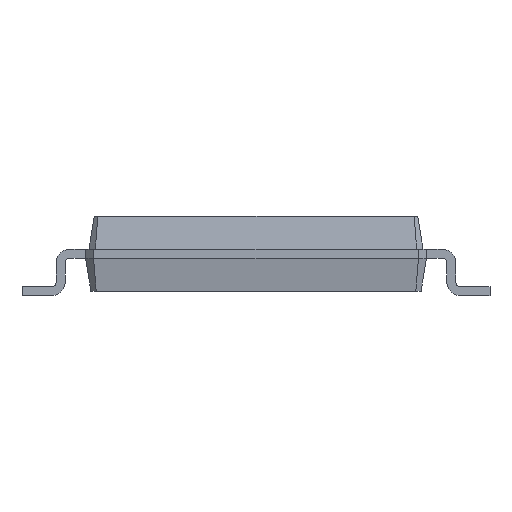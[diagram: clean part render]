
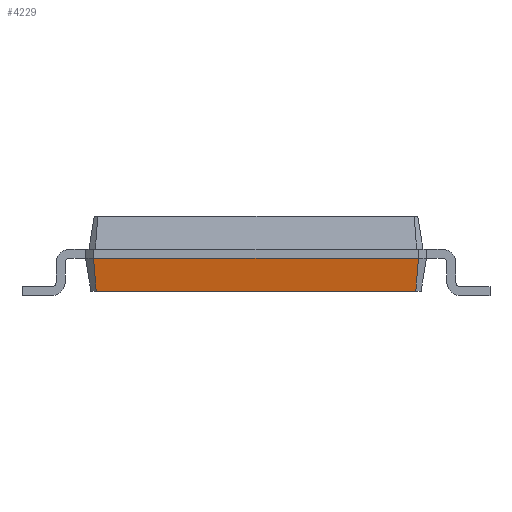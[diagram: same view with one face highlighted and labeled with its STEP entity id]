
A CAD part, front view. The second image highlights one B-rep face of the part: STEP entity #4229.
In plain terms, the highlighted free-form (B-spline) face has degree [1, 1] with [2, 2] control points.
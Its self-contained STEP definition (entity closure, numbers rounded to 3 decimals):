
#799 = PLANE('',#800);
#800 = AXIS2_PLACEMENT_3D('',#801,#802,#803);
#801 = CARTESIAN_POINT('',(-3.518,5.035,0.1));
#802 = DIRECTION('',(0.,0.,1.));
#803 = DIRECTION('',(0.573,-0.82,0.));
#826 = B_SPLINE_SURFACE_WITH_KNOTS('',1,1,(
    (#827,#828)
    ,(#829,#830
    )),.UNSPECIFIED.,.F.,.F.,.F.,(2,2),(2,2),(0.,0.247),(
    0.,1.),.PIECEWISE_BEZIER_KNOTS.);
#827 = CARTESIAN_POINT('',(3.635,-4.918,0.1));
#828 = CARTESIAN_POINT('',(3.75,-4.975,0.825));
#829 = CARTESIAN_POINT('',(3.518,-5.035,0.1));
#830 = CARTESIAN_POINT('',(3.575,-5.15,0.825));
#1737 = VERTEX_POINT('',#1738);
#1738 = CARTESIAN_POINT('',(3.518,-5.035,0.1));
#1758 = EDGE_CURVE('',#1737,#1759,#1761,.T.);
#1759 = VERTEX_POINT('',#1760);
#1760 = CARTESIAN_POINT('',(-3.518,-5.035,0.1));
#1761 = SURFACE_CURVE('',#1762,(#1766,#1773),.PCURVE_S1.);
#1762 = LINE('',#1763,#1764);
#1763 = CARTESIAN_POINT('',(3.518,-5.035,0.1));
#1764 = VECTOR('',#1765,1.);
#1765 = DIRECTION('',(-1.,0.,0.));
#1766 = PCURVE('',#799,#1767);
#1767 = DEFINITIONAL_REPRESENTATION('',(#1768),#1772);
#1768 = LINE('',#1769,#1770);
#1769 = CARTESIAN_POINT('',(12.284,0.));
#1770 = VECTOR('',#1771,1.);
#1771 = DIRECTION('',(-0.573,-0.82));
#1772 = ( GEOMETRIC_REPRESENTATION_CONTEXT(2) 
PARAMETRIC_REPRESENTATION_CONTEXT() REPRESENTATION_CONTEXT('2D SPACE',''
  ) );
#1773 = PCURVE('',#1774,#1779);
#1774 = B_SPLINE_SURFACE_WITH_KNOTS('',1,1,(
    (#1775,#1776)
    ,(#1777,#1778
  )),.UNSPECIFIED.,.F.,.F.,.F.,(2,2),(2,2),(0.,7.15),(0.,1.),
  .PIECEWISE_BEZIER_KNOTS.);
#1775 = CARTESIAN_POINT('',(3.518,-5.035,0.1));
#1776 = CARTESIAN_POINT('',(3.575,-5.15,0.825));
#1777 = CARTESIAN_POINT('',(-3.518,-5.035,0.1));
#1778 = CARTESIAN_POINT('',(-3.575,-5.15,0.825));
#1779 = DEFINITIONAL_REPRESENTATION('',(#1780),#1783);
#1780 = B_SPLINE_CURVE_WITH_KNOTS('',1,(#1781,#1782),.UNSPECIFIED.,.F.,
  .F.,(2,2),(0.,7.035),.PIECEWISE_BEZIER_KNOTS.);
#1781 = CARTESIAN_POINT('',(0.,0.));
#1782 = CARTESIAN_POINT('',(7.15,0.));
#1783 = ( GEOMETRIC_REPRESENTATION_CONTEXT(2) 
PARAMETRIC_REPRESENTATION_CONTEXT() REPRESENTATION_CONTEXT('2D SPACE',''
  ) );
#1801 = B_SPLINE_SURFACE_WITH_KNOTS('',1,1,(
    (#1802,#1803)
    ,(#1804,#1805
    )),.UNSPECIFIED.,.F.,.F.,.F.,(2,2),(2,2),(0.,0.247),(
    0.,1.),.PIECEWISE_BEZIER_KNOTS.);
#1802 = CARTESIAN_POINT('',(-3.518,-5.035,0.1));
#1803 = CARTESIAN_POINT('',(-3.575,-5.15,0.825));
#1804 = CARTESIAN_POINT('',(-3.635,-4.918,0.1));
#1805 = CARTESIAN_POINT('',(-3.75,-4.975,0.825));
#1921 = EDGE_CURVE('',#1737,#1922,#1924,.T.);
#1922 = VERTEX_POINT('',#1923);
#1923 = CARTESIAN_POINT('',(3.575,-5.15,0.825));
#1924 = SURFACE_CURVE('',#1925,(#1928,#1935),.PCURVE_S1.);
#1925 = B_SPLINE_CURVE_WITH_KNOTS('',1,(#1926,#1927),.UNSPECIFIED.,.F.,
  .F.,(2,2),(0.,1.),.PIECEWISE_BEZIER_KNOTS.);
#1926 = CARTESIAN_POINT('',(3.518,-5.035,0.1));
#1927 = CARTESIAN_POINT('',(3.575,-5.15,0.825));
#1928 = PCURVE('',#826,#1929);
#1929 = DEFINITIONAL_REPRESENTATION('',(#1930),#1934);
#1930 = LINE('',#1931,#1932);
#1931 = CARTESIAN_POINT('',(0.247,0.));
#1932 = VECTOR('',#1933,1.);
#1933 = DIRECTION('',(0.,1.));
#1934 = ( GEOMETRIC_REPRESENTATION_CONTEXT(2) 
PARAMETRIC_REPRESENTATION_CONTEXT() REPRESENTATION_CONTEXT('2D SPACE',''
  ) );
#1935 = PCURVE('',#1774,#1936);
#1936 = DEFINITIONAL_REPRESENTATION('',(#1937),#1941);
#1937 = LINE('',#1938,#1939);
#1938 = CARTESIAN_POINT('',(0.,0.));
#1939 = VECTOR('',#1940,1.);
#1940 = DIRECTION('',(0.,1.));
#1941 = ( GEOMETRIC_REPRESENTATION_CONTEXT(2) 
PARAMETRIC_REPRESENTATION_CONTEXT() REPRESENTATION_CONTEXT('2D SPACE',''
  ) );
#4229 = ADVANCED_FACE('',(#4230),#1774,.F.);
#4230 = FACE_BOUND('',#4231,.F.);
#4231 = EDGE_LOOP('',(#4232,#4233,#4255,#4281));
#4232 = ORIENTED_EDGE('',*,*,#1758,.T.);
#4233 = ORIENTED_EDGE('',*,*,#4234,.T.);
#4234 = EDGE_CURVE('',#1759,#4235,#4237,.T.);
#4235 = VERTEX_POINT('',#4236);
#4236 = CARTESIAN_POINT('',(-3.575,-5.15,0.825));
#4237 = SURFACE_CURVE('',#4238,(#4241,#4248),.PCURVE_S1.);
#4238 = B_SPLINE_CURVE_WITH_KNOTS('',1,(#4239,#4240),.UNSPECIFIED.,.F.,
  .F.,(2,2),(0.,1.),.PIECEWISE_BEZIER_KNOTS.);
#4239 = CARTESIAN_POINT('',(-3.518,-5.035,0.1));
#4240 = CARTESIAN_POINT('',(-3.575,-5.15,0.825));
#4241 = PCURVE('',#1774,#4242);
#4242 = DEFINITIONAL_REPRESENTATION('',(#4243),#4247);
#4243 = LINE('',#4244,#4245);
#4244 = CARTESIAN_POINT('',(7.15,0.));
#4245 = VECTOR('',#4246,1.);
#4246 = DIRECTION('',(0.,1.));
#4247 = ( GEOMETRIC_REPRESENTATION_CONTEXT(2) 
PARAMETRIC_REPRESENTATION_CONTEXT() REPRESENTATION_CONTEXT('2D SPACE',''
  ) );
#4248 = PCURVE('',#1801,#4249);
#4249 = DEFINITIONAL_REPRESENTATION('',(#4250),#4254);
#4250 = LINE('',#4251,#4252);
#4251 = CARTESIAN_POINT('',(0.,0.));
#4252 = VECTOR('',#4253,1.);
#4253 = DIRECTION('',(0.,1.));
#4254 = ( GEOMETRIC_REPRESENTATION_CONTEXT(2) 
PARAMETRIC_REPRESENTATION_CONTEXT() REPRESENTATION_CONTEXT('2D SPACE',''
  ) );
#4255 = ORIENTED_EDGE('',*,*,#4256,.F.);
#4256 = EDGE_CURVE('',#1922,#4235,#4257,.T.);
#4257 = SURFACE_CURVE('',#4258,(#4262,#4269),.PCURVE_S1.);
#4258 = LINE('',#4259,#4260);
#4259 = CARTESIAN_POINT('',(3.575,-5.15,0.825));
#4260 = VECTOR('',#4261,1.);
#4261 = DIRECTION('',(-1.,0.,0.));
#4262 = PCURVE('',#1774,#4263);
#4263 = DEFINITIONAL_REPRESENTATION('',(#4264),#4268);
#4264 = LINE('',#4265,#4266);
#4265 = CARTESIAN_POINT('',(0.,1.));
#4266 = VECTOR('',#4267,1.);
#4267 = DIRECTION('',(1.,0.));
#4268 = ( GEOMETRIC_REPRESENTATION_CONTEXT(2) 
PARAMETRIC_REPRESENTATION_CONTEXT() REPRESENTATION_CONTEXT('2D SPACE',''
  ) );
#4269 = PCURVE('',#4270,#4275);
#4270 = PLANE('',#4271);
#4271 = AXIS2_PLACEMENT_3D('',#4272,#4273,#4274);
#4272 = CARTESIAN_POINT('',(3.575,-5.15,1.025));
#4273 = DIRECTION('',(0.,1.,0.));
#4274 = DIRECTION('',(-1.,0.,0.));
#4275 = DEFINITIONAL_REPRESENTATION('',(#4276),#4280);
#4276 = LINE('',#4277,#4278);
#4277 = CARTESIAN_POINT('',(0.,-0.2));
#4278 = VECTOR('',#4279,1.);
#4279 = DIRECTION('',(1.,0.));
#4280 = ( GEOMETRIC_REPRESENTATION_CONTEXT(2) 
PARAMETRIC_REPRESENTATION_CONTEXT() REPRESENTATION_CONTEXT('2D SPACE',''
  ) );
#4281 = ORIENTED_EDGE('',*,*,#1921,.F.);
